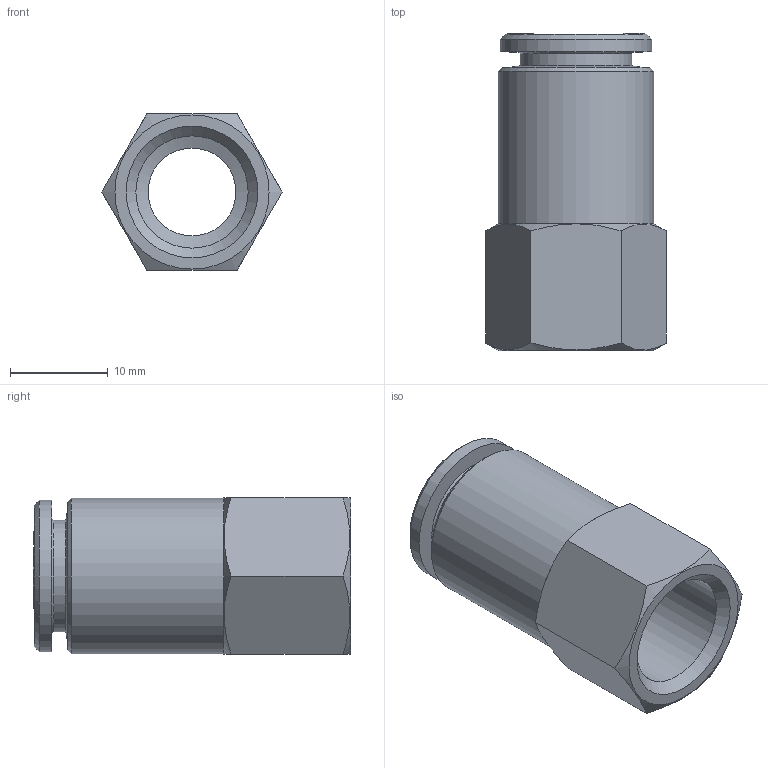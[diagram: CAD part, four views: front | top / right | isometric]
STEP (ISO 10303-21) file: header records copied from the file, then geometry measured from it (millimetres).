
FILE_DESCRIPTION( ( 'STEP AP214' ), '1' );
FILE_NAME( 'psolqas_7792_10.stp', '2020-12-01T16:59:28', ( 'License CC BY-ND 4.0' ), ( 'CADENAS' ), ' ', 'PARTsolutions', ' ' );
FILE_SCHEMA( ( 'AUTOMOTIVE_DESIGN { 1 0 10303 214 1 1 1 1 }' ) );
Length unit declared in the file: metre
Products named in the file (1): Rivoluzione1
Bounding box: 18.48 x 32.5 x 16 mm (x, y, z)
Volume: 3683.7 mm3; surface area: 3121.7 mm2
Topology: 1 solids, 1 shells, 137 faces, 350 edges, 231 vertices
Faces by surface type: plane 78, bspline 43, cone 10, cylinder 6
Full cylindrical faces by diameter (mm): 9 x1, 10.15 x1, 11.4 x1, 11.5 x1, 15.5 x1, 15.9 x1
Entity records: 7731 total; most frequent: CARTESIAN_POINT 3678, ORIENTED_EDGE 664, DIRECTION 439, EDGE_CURVE 332, VERTEX_POINT 229, LINE 211, VECTOR 211, EDGE_LOOP 171
